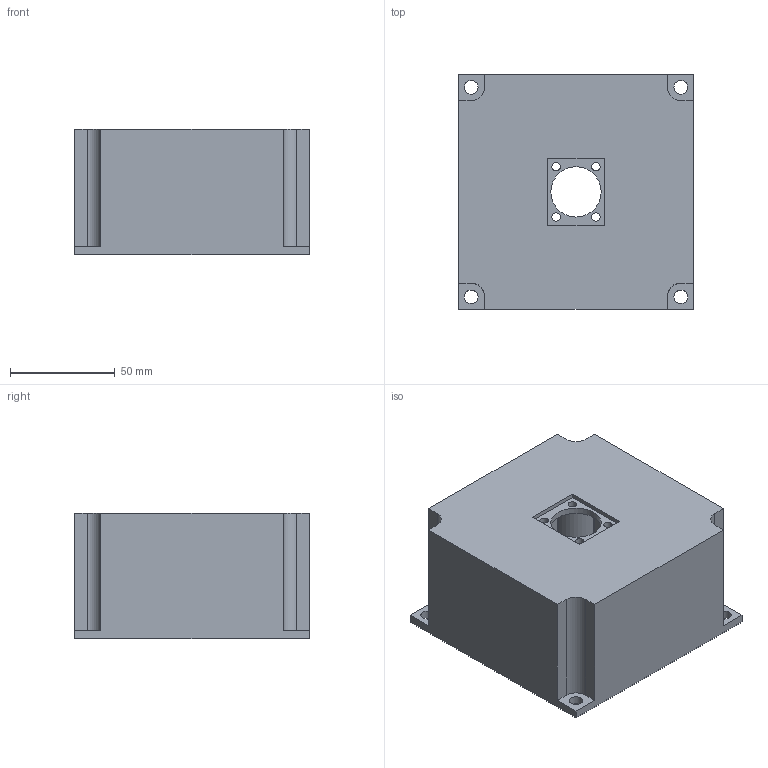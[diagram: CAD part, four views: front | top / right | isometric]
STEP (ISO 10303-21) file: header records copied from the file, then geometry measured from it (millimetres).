
FILE_DESCRIPTION(/* description */ (''),/* implementation_level */ '2;1');
FILE_NAME(/* name */ 'D-type_holder.step',/* time_stamp */ '2024-12-16T00:04:35-08:00',/* author */ (''),/* organization */ (''),/* preprocessor_version */ 'ST-DEVELOPER v20',/* originating_system */ 'Autodesk Translation Framework v13.20.0.188',/* authorisation */ '');
FILE_SCHEMA (('AUTOMOTIVE_DESIGN { 1 0 10303 214 3 1 1 }'));
Length unit declared in the file: millimetre
Products named in the file (1): D-type holder
Bounding box: 112 x 112 x 60 mm (x, y, z)
Volume: 171815.3 mm3; surface area: 72366.1 mm2
Topology: 1 solids, 1 shells, 53 faces, 147 edges, 98 vertices
Faces by surface type: plane 36, cylinder 17
Full cylindrical faces by diameter (mm): 4 x4, 6.5 x4, 24 x1
Entity records: 1764 total; most frequent: CARTESIAN_POINT 299, ORIENTED_EDGE 294, DIRECTION 289, EDGE_CURVE 147, LINE 113, VECTOR 113, VERTEX_POINT 98, AXIS2_PLACEMENT_3D 88
